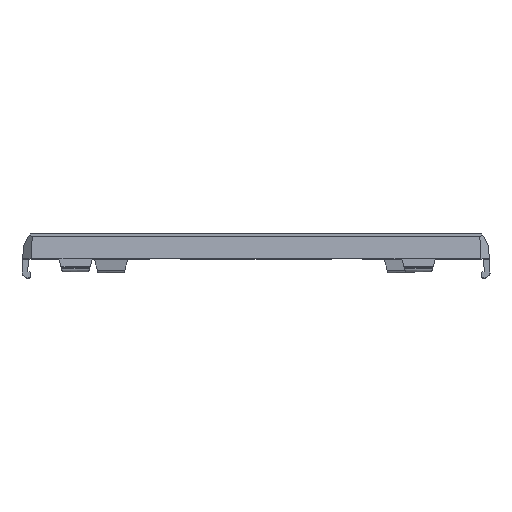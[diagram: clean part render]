
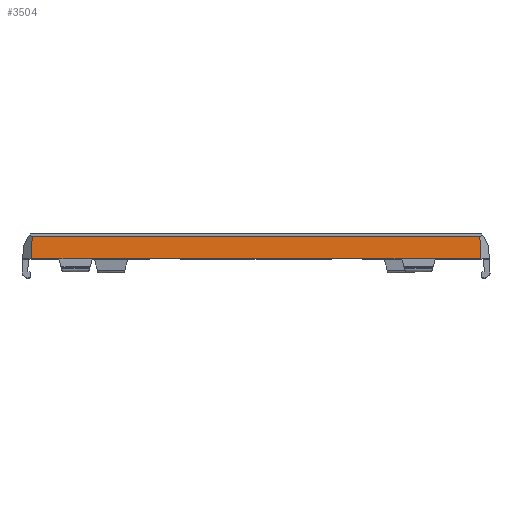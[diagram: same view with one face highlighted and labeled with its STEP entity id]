
A CAD part, top view. The second image highlights one B-rep face of the part: STEP entity #3504.
In plain terms, the highlighted planar face has unit normal (0, 0.052, 0.999).
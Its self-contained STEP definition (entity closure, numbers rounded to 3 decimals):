
#47 = VECTOR ( 'NONE', #4291, 1000. ) ;
#94 = CARTESIAN_POINT ( 'NONE',  ( -56.335, 0., 39.37 ) ) ;
#118 = ORIENTED_EDGE ( 'NONE', *, *, #3953, .T. ) ;
#267 = ORIENTED_EDGE ( 'NONE', *, *, #4933, .T. ) ;
#340 = VERTEX_POINT ( 'NONE', #2850 ) ;
#453 = EDGE_CURVE ( 'NONE', #3494, #5414, #467, .T. ) ;
#467 = LINE ( 'NONE', #5584, #3749 ) ;
#477 = AXIS2_PLACEMENT_3D ( 'NONE', #3036, #3971, #1280 ) ;
#547 = VERTEX_POINT ( 'NONE', #4825 ) ;
#556 = CARTESIAN_POINT ( 'NONE',  ( 43.267, 0., 39.37 ) ) ;
#590 = DIRECTION ( 'NONE',  ( 1., 0., 0. ) ) ;
#1134 = CARTESIAN_POINT ( 'NONE',  ( 54.03, 5.768, 39.068 ) ) ;
#1249 = LINE ( 'NONE', #1134, #47 ) ;
#1280 = DIRECTION ( 'NONE',  ( 0., -0.999, 0.052 ) ) ;
#1311 = CARTESIAN_POINT ( 'NONE',  ( -54.327, 0., 39.37 ) ) ;
#1317 = ORIENTED_EDGE ( 'NONE', *, *, #2115, .T. ) ;
#1325 = LINE ( 'NONE', #5818, #1472 ) ;
#1376 = CARTESIAN_POINT ( 'NONE',  ( -54.043, 5.408, 39.087 ) ) ;
#1467 = ORIENTED_EDGE ( 'NONE', *, *, #4185, .T. ) ;
#1472 = VECTOR ( 'NONE', #2666, 1000. ) ;
#1629 = VECTOR ( 'NONE', #590, 1000. ) ;
#1709 = VERTEX_POINT ( 'NONE', #1311 ) ;
#2113 = CARTESIAN_POINT ( 'NONE',  ( -54.332, -0.105, 39.375 ) ) ;
#2115 = EDGE_CURVE ( 'NONE', #547, #340, #5188, .T. ) ;
#2218 = ORIENTED_EDGE ( 'NONE', *, *, #453, .T. ) ;
#2318 = VERTEX_POINT ( 'NONE', #5644 ) ;
#2351 = VECTOR ( 'NONE', #4763, 1000. ) ;
#2358 = VECTOR ( 'NONE', #4136, 1000. ) ;
#2381 = FACE_OUTER_BOUND ( 'NONE', #3732, .T. ) ;
#2414 = DIRECTION ( 'NONE',  ( -1., 0., 0. ) ) ;
#2604 = CARTESIAN_POINT ( 'NONE',  ( 54.049, 5.408, 39.087 ) ) ;
#2661 = LINE ( 'NONE', #3236, #1629 ) ;
#2666 = DIRECTION ( 'NONE',  ( 1., 0., 0. ) ) ;
#2789 = DIRECTION ( 'NONE',  ( 1., 0., 0. ) ) ;
#2838 = VERTEX_POINT ( 'NONE', #4954 ) ;
#2850 = CARTESIAN_POINT ( 'NONE',  ( 35.267, 0., 39.37 ) ) ;
#2957 = EDGE_CURVE ( 'NONE', #1709, #2838, #2661, .T. ) ;
#3036 = CARTESIAN_POINT ( 'NONE',  ( -56.335, 0., 39.37 ) ) ;
#3236 = CARTESIAN_POINT ( 'NONE',  ( -56.335, 0., 39.37 ) ) ;
#3411 = CARTESIAN_POINT ( 'NONE',  ( -56.335, 0., 39.37 ) ) ;
#3413 = ORIENTED_EDGE ( 'NONE', *, *, #5831, .T. ) ;
#3494 = VERTEX_POINT ( 'NONE', #2604 ) ;
#3504 = ADVANCED_FACE ( 'NONE', ( #2381 ), #5317, .T. ) ;
#3542 = LINE ( 'NONE', #556, #2358 ) ;
#3554 = ORIENTED_EDGE ( 'NONE', *, *, #2957, .T. ) ;
#3732 = EDGE_LOOP ( 'NONE', ( #2218, #3413, #3554, #118, #1317, #4900, #267, #1467 ) ) ;
#3749 = VECTOR ( 'NONE', #2414, 1000. ) ;
#3789 = CARTESIAN_POINT ( 'NONE',  ( 43.267, 0., 39.37 ) ) ;
#3831 = VECTOR ( 'NONE', #2789, 1000. ) ;
#3853 = VERTEX_POINT ( 'NONE', #3789 ) ;
#3953 = EDGE_CURVE ( 'NONE', #2838, #547, #1325, .T. ) ;
#3971 = DIRECTION ( 'NONE',  ( 0., 0.052, 0.999 ) ) ;
#4136 = DIRECTION ( 'NONE',  ( -1., 0., 0. ) ) ;
#4185 = EDGE_CURVE ( 'NONE', #2318, #3494, #1249, .T. ) ;
#4291 = DIRECTION ( 'NONE',  ( -0.052, 0.997, -0.052 ) ) ;
#4472 = VECTOR ( 'NONE', #4802, 1000. ) ;
#4533 = EDGE_CURVE ( 'NONE', #3853, #340, #3542, .T. ) ;
#4745 = LINE ( 'NONE', #3411, #2351 ) ;
#4763 = DIRECTION ( 'NONE',  ( 1., 0., 0. ) ) ;
#4802 = DIRECTION ( 'NONE',  ( -0.052, -0.997, 0.052 ) ) ;
#4825 = CARTESIAN_POINT ( 'NONE',  ( -39.581, 0., 39.37 ) ) ;
#4900 = ORIENTED_EDGE ( 'NONE', *, *, #4533, .F. ) ;
#4933 = EDGE_CURVE ( 'NONE', #3853, #2318, #4745, .T. ) ;
#4954 = CARTESIAN_POINT ( 'NONE',  ( -47.581, 0., 39.37 ) ) ;
#5188 = LINE ( 'NONE', #94, #3831 ) ;
#5317 = PLANE ( 'NONE',  #477 ) ;
#5414 = VERTEX_POINT ( 'NONE', #1376 ) ;
#5584 = CARTESIAN_POINT ( 'NONE',  ( -54.513, 5.408, 39.087 ) ) ;
#5644 = CARTESIAN_POINT ( 'NONE',  ( 54.332, 0., 39.37 ) ) ;
#5682 = LINE ( 'NONE', #2113, #4472 ) ;
#5818 = CARTESIAN_POINT ( 'NONE',  ( -47.581, 0., 39.37 ) ) ;
#5831 = EDGE_CURVE ( 'NONE', #5414, #1709, #5682, .T. ) ;
